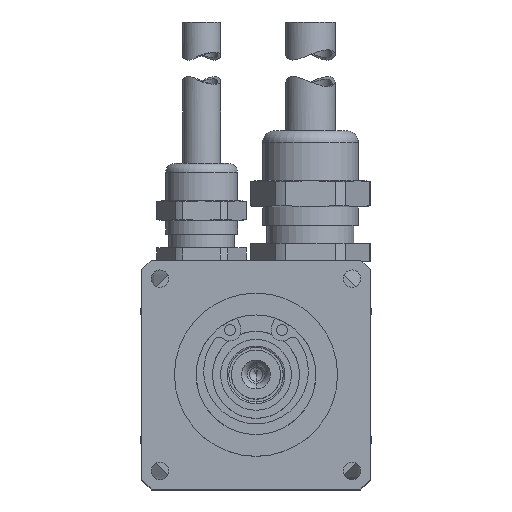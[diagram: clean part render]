
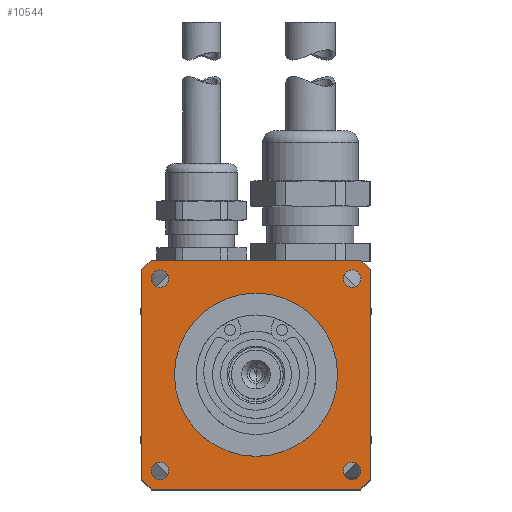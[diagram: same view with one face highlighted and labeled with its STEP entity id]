
A CAD part, top view. The second image highlights one B-rep face of the part: STEP entity #10544.
In plain terms, the highlighted planar face has unit normal (0, 0, 1).
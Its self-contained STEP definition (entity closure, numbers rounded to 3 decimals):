
#2664=DIRECTION('',(1.,0.,0.));
#2665=VECTOR('',#2664,38.536);
#2666=CARTESIAN_POINT('',(-19.268,21.,78.));
#2667=LINE('',#2666,#2665);
#2718=DIRECTION('',(0.,-1.,0.));
#2719=VECTOR('',#2718,38.536);
#2720=CARTESIAN_POINT('',(21.,19.268,78.));
#2721=LINE('',#2720,#2719);
#2772=DIRECTION('',(-1.,0.,0.));
#2773=VECTOR('',#2772,38.536);
#2774=CARTESIAN_POINT('',(19.268,-21.,78.));
#2775=LINE('',#2774,#2773);
#2826=DIRECTION('',(0.,1.,0.));
#2827=VECTOR('',#2826,38.536);
#2828=CARTESIAN_POINT('',(-21.,-19.268,78.));
#2829=LINE('',#2828,#2827);
#2884=CARTESIAN_POINT('',(0.,0.,78.));
#2885=DIRECTION('',(0.,0.,1.));
#2886=DIRECTION('',(-0.676,0.737,0.));
#2887=AXIS2_PLACEMENT_3D('',#2884,#2885,#2886);
#2889=CARTESIAN_POINT('',(0.,0.,78.));
#2890=DIRECTION('',(0.,0.,1.));
#2891=DIRECTION('',(0.737,0.676,0.));
#2892=AXIS2_PLACEMENT_3D('',#2889,#2890,#2891);
#2894=CARTESIAN_POINT('',(0.,0.,78.));
#2895=DIRECTION('',(0.,0.,1.));
#2896=DIRECTION('',(0.676,-0.737,0.));
#2897=AXIS2_PLACEMENT_3D('',#2894,#2895,#2896);
#2899=CARTESIAN_POINT('',(0.,0.,78.));
#2900=DIRECTION('',(0.,0.,1.));
#2901=DIRECTION('',(-0.737,-0.676,0.));
#2902=AXIS2_PLACEMENT_3D('',#2899,#2900,#2901);
#2904=CARTESIAN_POINT('',(0.,0.,78.));
#2905=DIRECTION('',(0.,0.,1.));
#2906=DIRECTION('',(1.,0.,0.));
#2907=AXIS2_PLACEMENT_3D('',#2904,#2905,#2906);
#2909=CARTESIAN_POINT('',(0.,0.,78.));
#2910=DIRECTION('',(0.,0.,1.));
#2911=DIRECTION('',(-1.,0.,0.));
#2912=AXIS2_PLACEMENT_3D('',#2909,#2910,#2911);
#2914=CARTESIAN_POINT('',(-17.678,17.678,78.));
#2915=DIRECTION('',(0.,0.,1.));
#2916=DIRECTION('',(1.,0.,0.));
#2917=AXIS2_PLACEMENT_3D('',#2914,#2915,#2916);
#2919=CARTESIAN_POINT('',(-17.678,17.678,78.));
#2920=DIRECTION('',(0.,0.,1.));
#2921=DIRECTION('',(-1.,0.,0.));
#2922=AXIS2_PLACEMENT_3D('',#2919,#2920,#2921);
#2924=CARTESIAN_POINT('',(-17.678,-17.678,78.));
#2925=DIRECTION('',(0.,0.,1.));
#2926=DIRECTION('',(1.,0.,0.));
#2927=AXIS2_PLACEMENT_3D('',#2924,#2925,#2926);
#2929=CARTESIAN_POINT('',(-17.678,-17.678,78.));
#2930=DIRECTION('',(0.,0.,1.));
#2931=DIRECTION('',(-1.,0.,0.));
#2932=AXIS2_PLACEMENT_3D('',#2929,#2930,#2931);
#2934=CARTESIAN_POINT('',(17.678,17.678,78.));
#2935=DIRECTION('',(0.,0.,1.));
#2936=DIRECTION('',(1.,0.,0.));
#2937=AXIS2_PLACEMENT_3D('',#2934,#2935,#2936);
#2939=CARTESIAN_POINT('',(17.678,17.678,78.));
#2940=DIRECTION('',(0.,0.,1.));
#2941=DIRECTION('',(-1.,0.,0.));
#2942=AXIS2_PLACEMENT_3D('',#2939,#2940,#2941);
#2944=CARTESIAN_POINT('',(17.678,-17.678,78.));
#2945=DIRECTION('',(0.,0.,1.));
#2946=DIRECTION('',(1.,0.,0.));
#2947=AXIS2_PLACEMENT_3D('',#2944,#2945,#2946);
#2949=CARTESIAN_POINT('',(17.678,-17.678,78.));
#2950=DIRECTION('',(0.,0.,1.));
#2951=DIRECTION('',(-1.,0.,0.));
#2952=AXIS2_PLACEMENT_3D('',#2949,#2950,#2951);
#6349=CARTESIAN_POINT('',(15.,0.,78.));
#6350=CARTESIAN_POINT('',(-15.,0.,78.));
#6351=VERTEX_POINT('',#6349);
#6352=VERTEX_POINT('',#6350);
#6357=CARTESIAN_POINT('',(-21.,-19.268,78.));
#6358=CARTESIAN_POINT('',(-21.,19.268,78.));
#6359=VERTEX_POINT('',#6357);
#6360=VERTEX_POINT('',#6358);
#6361=CARTESIAN_POINT('',(19.268,-21.,78.));
#6362=CARTESIAN_POINT('',(-19.268,-21.,78.));
#6363=VERTEX_POINT('',#6361);
#6364=VERTEX_POINT('',#6362);
#6365=CARTESIAN_POINT('',(21.,19.268,78.));
#6366=CARTESIAN_POINT('',(21.,-19.268,78.));
#6367=VERTEX_POINT('',#6365);
#6368=VERTEX_POINT('',#6366);
#6369=CARTESIAN_POINT('',(-19.268,21.,78.));
#6370=CARTESIAN_POINT('',(19.268,21.,78.));
#6371=VERTEX_POINT('',#6369);
#6372=VERTEX_POINT('',#6370);
#6409=CARTESIAN_POINT('',(-16.078,17.678,78.));
#6410=CARTESIAN_POINT('',(-19.278,17.678,78.));
#6411=VERTEX_POINT('',#6409);
#6412=VERTEX_POINT('',#6410);
#6413=CARTESIAN_POINT('',(-16.078,-17.678,78.));
#6414=CARTESIAN_POINT('',(-19.278,-17.678,78.));
#6415=VERTEX_POINT('',#6413);
#6416=VERTEX_POINT('',#6414);
#6417=CARTESIAN_POINT('',(19.278,17.678,78.));
#6418=CARTESIAN_POINT('',(16.078,17.678,78.));
#6419=VERTEX_POINT('',#6417);
#6420=VERTEX_POINT('',#6418);
#6421=CARTESIAN_POINT('',(19.278,-17.678,78.));
#6422=CARTESIAN_POINT('',(16.078,-17.678,78.));
#6423=VERTEX_POINT('',#6421);
#6424=VERTEX_POINT('',#6422);
#10496=CARTESIAN_POINT('',(0.,0.,78.));
#10497=DIRECTION('',(0.,0.,-1.));
#10498=DIRECTION('',(1.,0.,0.));
#10499=AXIS2_PLACEMENT_3D('',#10496,#10497,#10498);
#10500=PLANE('',#10499);
#10501=ORIENTED_EDGE('',*,*,#10408,.T.);
#10502=ORIENTED_EDGE('',*,*,#10489,.F.);
#10503=ORIENTED_EDGE('',*,*,#10269,.T.);
#10505=ORIENTED_EDGE('',*,*,#10504,.F.);
#10506=ORIENTED_EDGE('',*,*,#10314,.T.);
#10508=ORIENTED_EDGE('',*,*,#10507,.F.);
#10509=ORIENTED_EDGE('',*,*,#10361,.T.);
#10511=ORIENTED_EDGE('',*,*,#10510,.F.);
#10512=EDGE_LOOP('',(#10501,#10502,#10503,#10505,#10506,#10508,#10509,#10511));
#10513=FACE_OUTER_BOUND('',#10512,.F.);
#10515=ORIENTED_EDGE('',*,*,#10514,.T.);
#10517=ORIENTED_EDGE('',*,*,#10516,.T.);
#10518=EDGE_LOOP('',(#10515,#10517));
#10519=FACE_BOUND('',#10518,.F.);
#10521=ORIENTED_EDGE('',*,*,#10520,.T.);
#10523=ORIENTED_EDGE('',*,*,#10522,.T.);
#10524=EDGE_LOOP('',(#10521,#10523));
#10525=FACE_BOUND('',#10524,.F.);
#10527=ORIENTED_EDGE('',*,*,#10526,.T.);
#10529=ORIENTED_EDGE('',*,*,#10528,.T.);
#10530=EDGE_LOOP('',(#10527,#10529));
#10531=FACE_BOUND('',#10530,.F.);
#10533=ORIENTED_EDGE('',*,*,#10532,.T.);
#10535=ORIENTED_EDGE('',*,*,#10534,.T.);
#10536=EDGE_LOOP('',(#10533,#10535));
#10537=FACE_BOUND('',#10536,.F.);
#10539=ORIENTED_EDGE('',*,*,#10538,.T.);
#10541=ORIENTED_EDGE('',*,*,#10540,.T.);
#10542=EDGE_LOOP('',(#10539,#10541));
#10543=FACE_BOUND('',#10542,.F.);
#10544=ADVANCED_FACE('',(#10513,#10519,#10525,#10531,#10537,#10543),#10500,.F.);
#2888=CIRCLE('',#2887,28.5);
#2893=CIRCLE('',#2892,28.5);
#2898=CIRCLE('',#2897,28.5);
#2903=CIRCLE('',#2902,28.5);
#2908=CIRCLE('',#2907,15.);
#2913=CIRCLE('',#2912,15.);
#2918=CIRCLE('',#2917,1.6);
#2923=CIRCLE('',#2922,1.6);
#2928=CIRCLE('',#2927,1.6);
#2933=CIRCLE('',#2932,1.6);
#2938=CIRCLE('',#2937,1.6);
#2943=CIRCLE('',#2942,1.6);
#2948=CIRCLE('',#2947,1.6);
#2953=CIRCLE('',#2952,1.6);
#10269=EDGE_CURVE('',#6371,#6372,#2667,.T.);
#10314=EDGE_CURVE('',#6367,#6368,#2721,.T.);
#10361=EDGE_CURVE('',#6363,#6364,#2775,.T.);
#10408=EDGE_CURVE('',#6359,#6360,#2829,.T.);
#10489=EDGE_CURVE('',#6371,#6360,#2888,.T.);
#10504=EDGE_CURVE('',#6367,#6372,#2893,.T.);
#10507=EDGE_CURVE('',#6363,#6368,#2898,.T.);
#10510=EDGE_CURVE('',#6359,#6364,#2903,.T.);
#10514=EDGE_CURVE('',#6351,#6352,#2908,.T.);
#10516=EDGE_CURVE('',#6352,#6351,#2913,.T.);
#10520=EDGE_CURVE('',#6411,#6412,#2918,.T.);
#10522=EDGE_CURVE('',#6412,#6411,#2923,.T.);
#10526=EDGE_CURVE('',#6415,#6416,#2928,.T.);
#10528=EDGE_CURVE('',#6416,#6415,#2933,.T.);
#10532=EDGE_CURVE('',#6419,#6420,#2938,.T.);
#10534=EDGE_CURVE('',#6420,#6419,#2943,.T.);
#10538=EDGE_CURVE('',#6423,#6424,#2948,.T.);
#10540=EDGE_CURVE('',#6424,#6423,#2953,.T.);
